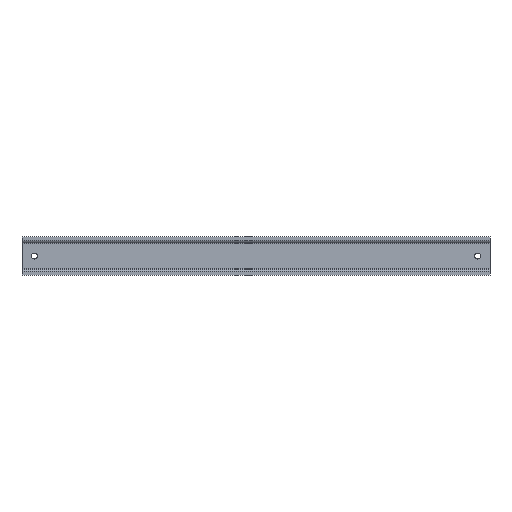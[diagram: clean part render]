
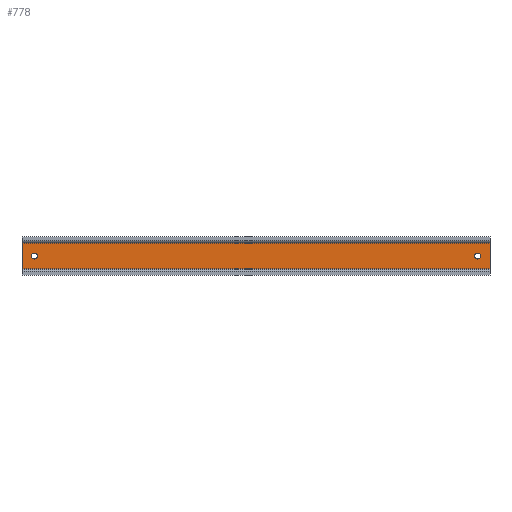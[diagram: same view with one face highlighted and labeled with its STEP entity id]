
A CAD part, top view. The second image highlights one B-rep face of the part: STEP entity #778.
In plain terms, the highlighted planar face has unit normal (0, 0, 1).
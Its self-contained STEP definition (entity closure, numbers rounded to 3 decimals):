
#734=AXIS2_PLACEMENT_3D('Plane Axis2P3D',#731,#732,#733) ;
#744=AXIS2_PLACEMENT_3D('Circle Axis2P3D',#742,#743,$) ;
#753=AXIS2_PLACEMENT_3D('Circle Axis2P3D',#751,#752,$) ;
#762=AXIS2_PLACEMENT_3D('Circle Axis2P3D',#760,#761,$) ;
#771=AXIS2_PLACEMENT_3D('Circle Axis2P3D',#769,#770,$) ;
#111=CARTESIAN_POINT('Vertex',(429.,29.2,1.)) ;
#127=CARTESIAN_POINT('Vertex',(0.,29.2,1.)) ;
#130=CARTESIAN_POINT('Line Origine',(0.,29.2,1.)) ;
#585=CARTESIAN_POINT('Vertex',(429.,5.8,1.)) ;
#588=CARTESIAN_POINT('Line Origine',(0.,5.8,1.)) ;
#592=CARTESIAN_POINT('Vertex',(0.,5.8,1.)) ;
#617=CARTESIAN_POINT('Line Origine',(429.,17.5,1.)) ;
#650=CARTESIAN_POINT('Line Origine',(0.,17.5,1.)) ;
#731=CARTESIAN_POINT('Axis2P3D Location',(0.,29.2,1.)) ;
#742=CARTESIAN_POINT('Axis2P3D Location',(417.75,17.5,1.)) ;
#746=CARTESIAN_POINT('Vertex',(415.,17.5,1.)) ;
#748=CARTESIAN_POINT('Vertex',(420.5,17.5,1.)) ;
#751=CARTESIAN_POINT('Axis2P3D Location',(417.75,17.5,1.)) ;
#760=CARTESIAN_POINT('Axis2P3D Location',(11.25,17.5,1.)) ;
#764=CARTESIAN_POINT('Vertex',(14.,17.5,1.)) ;
#766=CARTESIAN_POINT('Vertex',(8.5,17.5,1.)) ;
#769=CARTESIAN_POINT('Axis2P3D Location',(11.25,17.5,1.)) ;
#131=DIRECTION('Vector Direction',(1.,0.,0.)) ;
#589=DIRECTION('Vector Direction',(1.,0.,0.)) ;
#618=DIRECTION('Vector Direction',(0.,1.,0.)) ;
#651=DIRECTION('Vector Direction',(0.,1.,0.)) ;
#732=DIRECTION('Axis2P3D Direction',(0.,0.,-1.)) ;
#733=DIRECTION('Axis2P3D XDirection',(1.,0.,0.)) ;
#743=DIRECTION('Axis2P3D Direction',(0.,0.,-1.)) ;
#752=DIRECTION('Axis2P3D Direction',(0.,0.,-1.)) ;
#761=DIRECTION('Axis2P3D Direction',(0.,0.,-1.)) ;
#770=DIRECTION('Axis2P3D Direction',(0.,0.,-1.)) ;
#132=VECTOR('Line Direction',#131,1.) ;
#590=VECTOR('Line Direction',#589,1.) ;
#619=VECTOR('Line Direction',#618,1.) ;
#652=VECTOR('Line Direction',#651,1.) ;
#737=ORIENTED_EDGE('',*,*,#621,.T.) ;
#738=ORIENTED_EDGE('',*,*,#134,.F.) ;
#739=ORIENTED_EDGE('',*,*,#654,.F.) ;
#740=ORIENTED_EDGE('',*,*,#594,.T.) ;
#757=ORIENTED_EDGE('',*,*,#750,.F.) ;
#758=ORIENTED_EDGE('',*,*,#755,.F.) ;
#775=ORIENTED_EDGE('',*,*,#768,.F.) ;
#776=ORIENTED_EDGE('',*,*,#773,.F.) ;
#759=FACE_BOUND('',#756,.T.) ;
#777=FACE_BOUND('',#774,.T.) ;
#778=ADVANCED_FACE('NAUO1\\Schnitt-Linear austragen2',(#741,#759,#777),#735,.F.) ;
#745=CIRCLE('generated circle',#744,2.75) ;
#754=CIRCLE('generated circle',#753,2.75) ;
#763=CIRCLE('generated circle',#762,2.75) ;
#772=CIRCLE('generated circle',#771,2.75) ;
#134=EDGE_CURVE('',#128,#112,#133,.T.) ;
#594=EDGE_CURVE('',#593,#586,#591,.T.) ;
#621=EDGE_CURVE('',#586,#112,#620,.T.) ;
#654=EDGE_CURVE('',#593,#128,#653,.T.) ;
#750=EDGE_CURVE('',#747,#749,#745,.F.) ;
#755=EDGE_CURVE('',#749,#747,#754,.F.) ;
#768=EDGE_CURVE('',#765,#767,#763,.F.) ;
#773=EDGE_CURVE('',#767,#765,#772,.F.) ;
#736=EDGE_LOOP('',(#737,#738,#739,#740)) ;
#756=EDGE_LOOP('',(#757,#758)) ;
#774=EDGE_LOOP('',(#775,#776)) ;
#741=FACE_OUTER_BOUND('',#736,.T.) ;
#133=LINE('Line',#130,#132) ;
#591=LINE('Line',#588,#590) ;
#620=LINE('Line',#617,#619) ;
#653=LINE('Line',#650,#652) ;
#735=PLANE('',#734) ;
#112=VERTEX_POINT('',#111) ;
#128=VERTEX_POINT('',#127) ;
#586=VERTEX_POINT('',#585) ;
#593=VERTEX_POINT('',#592) ;
#747=VERTEX_POINT('',#746) ;
#749=VERTEX_POINT('',#748) ;
#765=VERTEX_POINT('',#764) ;
#767=VERTEX_POINT('',#766) ;
